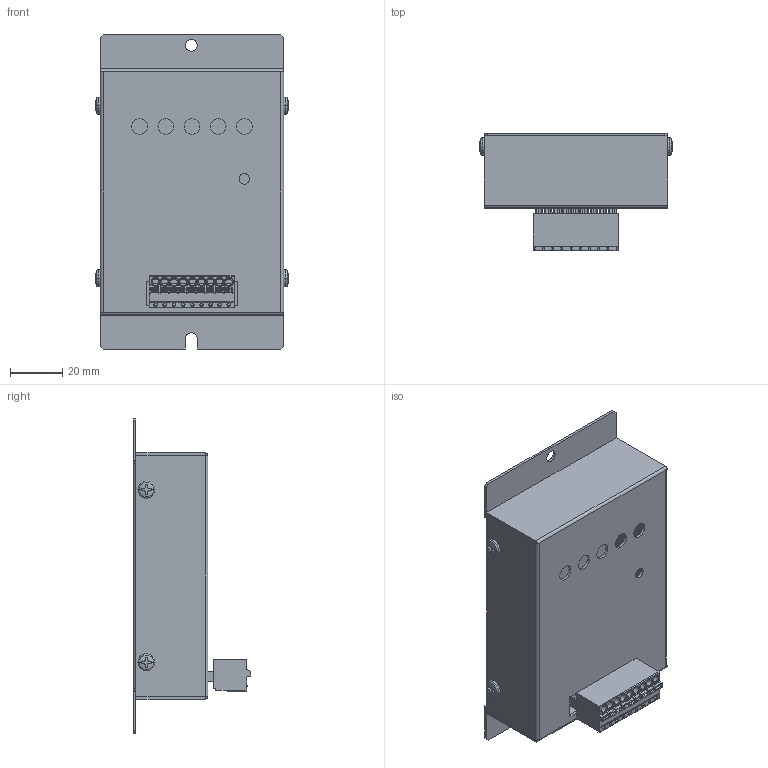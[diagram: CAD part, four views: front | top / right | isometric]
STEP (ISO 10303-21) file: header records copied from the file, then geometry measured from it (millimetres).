
FILE_DESCRIPTION(('FreeCAD Model'),'2;1');
FILE_NAME('KVI.step', '2020-09-10T13:09:27',('Author'),(''), 'Open CASCADE STEP processor 7.3','FreeCAD','Unknown');
FILE_SCHEMA(('AUTOMOTIVE_DESIGN { 1 0 10303 214 1 1 1 1 }'));
Length unit declared in the file: millimetre
Products named in the file (9): KVI??_001; fk-mcp_1.5-9-st-3.5; CSPBD-ST-M3-5_203; CSPBD-ST-M3-5_205; CSPBD-ST-M3-5_206; CSPBD-ST-M3-5_204; KVI??_2_001; fk-mcp_1.5-9-st-3.006
Assembly tree (1 placements, depth 2):
  KVI??_001
  fk-mcp_1.5-9-st-3.5
  CSPBD-ST-M3-5_203
  CSPBD-ST-M3-5_205
  CSPBD-ST-M3-5_206
Bounding box: 73.72 x 44.84 x 120 mm (x, y, z)
Volume: 37005.5 mm3; surface area: 58874.5 mm2
Topology: 8 solids, 8 shells, 1905 faces, 4959 edges, 3178 vertices
Faces by surface type: plane 1159, cylinder 580, cone 148, torus 8, sphere 8, extrusion 2
Full cylindrical faces by diameter (mm): 3 x10, 4 x5, 4.5 x1, 6 x9
Entity records: 146399 total; most frequent: CARTESIAN_POINT 33588, DIRECTION 19451, VECTOR 11663, LINE 11661, ORIENTED_EDGE 9918, PCURVE 9918, DEFINITIONAL_REPRESENTATION 9918, EDGE_CURVE 4959
